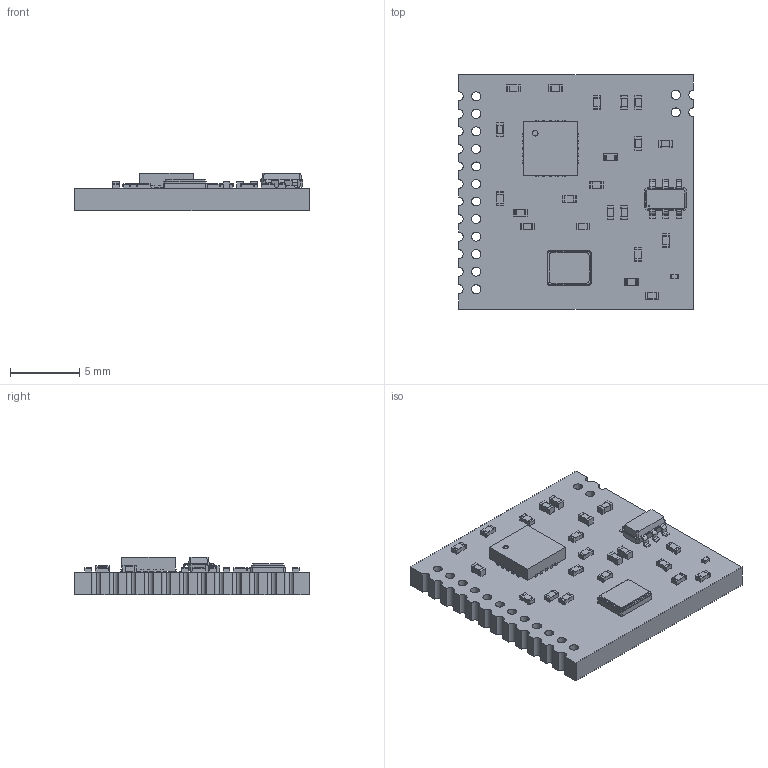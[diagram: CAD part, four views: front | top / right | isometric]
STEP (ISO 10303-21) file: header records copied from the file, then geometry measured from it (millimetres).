
FILE_DESCRIPTION(('FreeCAD Model'),'2;1');
FILE_NAME('Open CASCADE Shape Model','2021-03-09T16:36:59',('Author'),( ''),'Open CASCADE STEP processor 7.3','FreeCAD','Unknown');
FILE_SCHEMA(('AUTOMOTIVE_DESIGN { 1 0 10303 214 1 1 1 1 }'));
Length unit declared in the file: millimetre
Products named in the file (15): SI4432_Module; Board_Geoms_1259; Local_CS_1259; Pcb_1259; PCB_Sketch_1259; Step_Models_1259; Top_1259; Y1_Crystal_SMD_Abracon_ABM8G-4Pin_3.2x2.5mm_6047F9AE[2]; U1_QFN_20_1EP_4x4mm_P05mm_EP225x225mm_6047F98E[2]; R22_R_0402_1005Metric_6047F95B[2]; R17_Fuse_0402_1005Metric_6047F901; R16_L_0402_1005Metric_6047F8F2; R7_C_0402_1005Metric_6047F85B; R1_R_0201_0603Metric_6047F7F5; J1_TSOP_6_165x305mm_P095mm_6047FEEB
Assembly tree (31 placements, depth 4):
  SI4432_Module
    Board_Geoms_1259
      Local_CS_1259
      Pcb_1259
      PCB_Sketch_1259
    Step_Models_1259
      Top_1259
        Y1_Crystal_SMD_Abracon_ABM8G-4Pin_3.2x2.5mm_6047F9AE[2]
        U1_QFN_20_1EP_4x4mm_P05mm_EP225x225mm_6047F98E[2]
        R22_R_0402_1005Metric_6047F95B[2]  x13
        R17_Fuse_0402_1005Metric_6047F901
        R16_L_0402_1005Metric_6047F8F2
        R7_C_0402_1005Metric_6047F85B  x6
        R1_R_0201_0603Metric_6047F7F5
        J1_TSOP_6_165x305mm_P095mm_6047FEEB
Bounding box: 17 x 17 x 2.7 mm (x, y, z)
Volume: 480.3 mm3; surface area: 873.1 mm2
Topology: 26 solids, 26 shells, 938 faces, 2497 edges, 1634 vertices
Faces by surface type: plane 622, cylinder 286, bspline 30
Full cylindrical faces by diameter (mm): 0.1 x1, 0.2 x4, 0.4 x1, 0.65 x14
Entity records: 18670 total; most frequent: CARTESIAN_POINT 2827, ORIENTED_EDGE 2634, DIRECTION 2525, EDGE_CURVE 1317, LINE 1029, VECTOR 1029, VERTEX_POINT 858, AXIS2_PLACEMENT_3D 748
